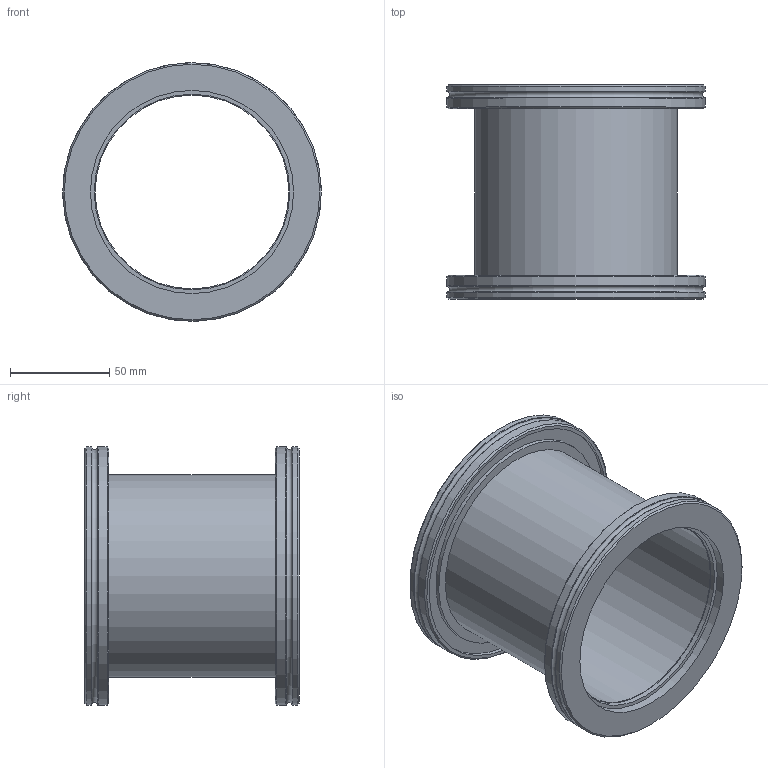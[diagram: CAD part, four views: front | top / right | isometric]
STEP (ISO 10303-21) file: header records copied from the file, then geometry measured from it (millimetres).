
FILE_DESCRIPTION (( 'STEP AP214' ), '1' );
FILE_NAME ('P1ISOK100100FULLVAC.STEP', '2024-05-28T14:31:48', ( '' ), ( '' ), 'SwSTEP 2.0', 'SolidWorks 2017', '' );
FILE_SCHEMA (( 'AUTOMOTIVE_DESIGN' ));
Length unit declared in the file: millimetre
Products named in the file (3): BS1ISOK100 FULLVAC_102; tube lg 100_100-novo2.11; P1ISOK100100FULLVAC
Assembly tree (3 placements, depth 2):
  P1ISOK100100FULLVAC
    BS1ISOK100 FULLVAC_102  x2
    tube lg 100_100-novo2.11
Bounding box: 130 x 107.7 x 130 mm (x, y, z)
Volume: 173448.4 mm3; surface area: 103489 mm2
Topology: 3 solids, 3 shells, 40 faces, 66 edges, 40 vertices
Faces by surface type: cylinder 16, plane 14, torus 6, cone 4
Full cylindrical faces by diameter (mm): 97.38 x1, 98.3 x2, 101.6 x1, 102 x2, 102.15 x2, 111.406 x2, 125 x2, 130 x4
Entity records: 570 total; most frequent: DIRECTION 100, CARTESIAN_POINT 72, AXIS2_PLACEMENT_3D 50, ORIENTED_EDGE 44, EDGE_LOOP 44, FACE_OUTER_BOUND 34, EDGE_CURVE 22, VERTEX_POINT 22
